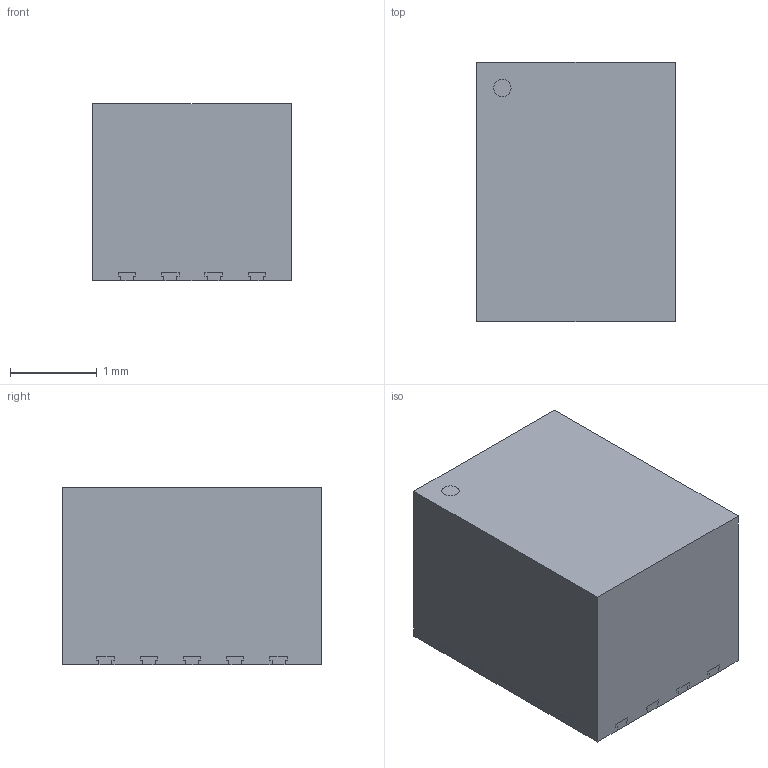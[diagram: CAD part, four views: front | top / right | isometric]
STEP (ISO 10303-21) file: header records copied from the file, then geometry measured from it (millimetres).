
FILE_DESCRIPTION(/* description */ ('','CAx-IF Rec.Pracs.---Representation and Presentation of Product Manufacturing Information (PMI)---4.0---2014-10-13'),/* implementation_level */ '2;1');
FILE_NAME(/* name */ 'RCF0015A.step',/* time_stamp */ '2025-04-16T00:18:15+02:00',/* author */ (''),/* organization */ (''),/* preprocessor_version */ 'ST-DEVELOPER v20',/* originating_system */ 'Autodesk Translation Framework v13.20.0.188',/* authorisation */ '');
FILE_SCHEMA (('AP242_MANAGED_MODEL_BASED_3D_ENGINEERING_MIM_LF { 1 0 10303 442 1 1 4 }'));
Length unit declared in the file: millimetre
Products named in the file (3): RCF0015A_ASM; MOLD; FRAME
Assembly tree (2 placements, depth 2):
  RCF0015A_ASM
    MOLD
    FRAME
Bounding box: 2.3 x 3 x 2.06 mm (x, y, z)
Volume: 14.1 mm3; surface area: 45.7 mm2
Topology: 17 solids, 17 shells, 784 faces, 2247 edges, 1498 vertices
Faces by surface type: plane 519, cylinder 265
Full cylindrical faces by diameter (mm): 0.2 x1
Entity records: 25719 total; most frequent: CARTESIAN_POINT 4534, ORIENTED_EDGE 4494, DIRECTION 4355, EDGE_CURVE 2247, LINE 1717, VECTOR 1717, VERTEX_POINT 1498, AXIS2_PLACEMENT_3D 1319
